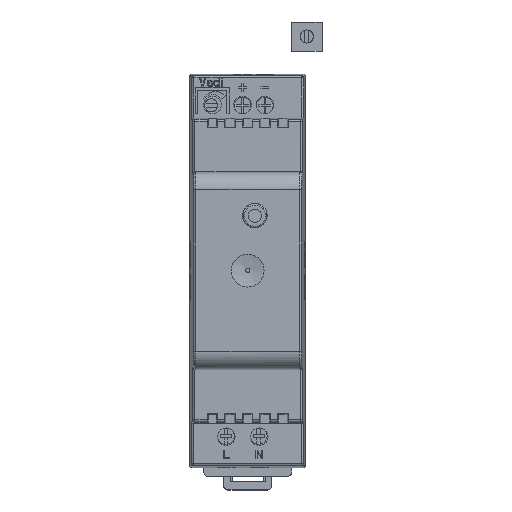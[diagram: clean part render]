
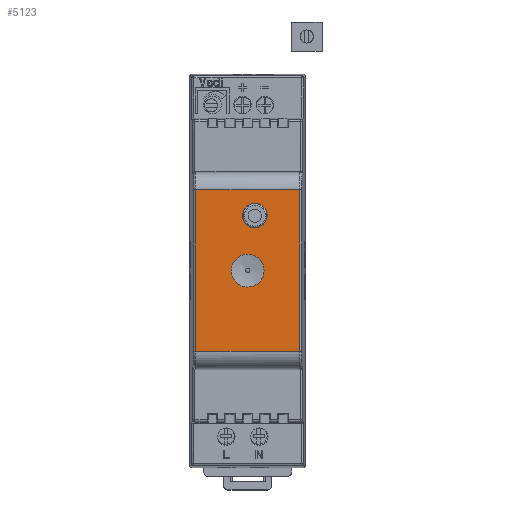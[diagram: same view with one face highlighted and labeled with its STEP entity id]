
A CAD part, top view. The second image highlights one B-rep face of the part: STEP entity #5123.
In plain terms, the highlighted face is planar.
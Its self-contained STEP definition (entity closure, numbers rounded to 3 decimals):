
#3456 = EDGE_CURVE( '', #10443, #10444, #10445, .T. );
#3680 = EDGE_CURVE( '', #10835, #10835, #10836, .T. );
#4016 = EDGE_CURVE( '', #11386, #10443, #11387, .T. );
#4911 = EDGE_CURVE( '', #12739, #12739, #12740, .T. );
#5123 = ADVANCED_FACE( ' TRM_SRF', ( #13045, #13046, #13047 ), #13048, .T. );
#5701 = EDGE_CURVE( '', #12639, #11386, #13866, .T. );
#9037 = EDGE_CURVE( '', #10444, #12639, #18005, .T. );
#10443 = VERTEX_POINT( '', #19797 );
#10444 = VERTEX_POINT( '', #19798 );
#10445 = LINE( '', #19799, #19800 );
#10835 = VERTEX_POINT( '', #20378 );
#10836 = CIRCLE( '', #20379, 2.7 );
#11386 = VERTEX_POINT( '', #21174 );
#11387 = LINE( '', #21175, #21176 );
#12639 = VERTEX_POINT( '', #23030 );
#12739 = VERTEX_POINT( '', #23177 );
#12740 = CIRCLE( '', #23178, 3.742 );
#13045 = FACE_OUTER_BOUND( '', #23672, .T. );
#13046 = FACE_BOUND( '', #23673, .T. );
#13047 = FACE_BOUND( '', #23674, .T. );
#13048 = PLANE( '', #23675 );
#13866 = LINE( '', #25276, #25277 );
#18005 = LINE( '', #32284, #32285 );
#19797 = CARTESIAN_POINT( '', ( 11.819, 18.377, -48.1 ) );
#19798 = CARTESIAN_POINT( '', ( 11.819, -18.377, -48.1 ) );
#19799 = CARTESIAN_POINT( '', ( 11.819, -19.112, -48.1 ) );
#19800 = VECTOR( '', #34197, 1000. );
#20378 = CARTESIAN_POINT( '', ( -4.35, 12.5, -48.1 ) );
#20379 = AXIS2_PLACEMENT_3D( '', #34676, #34677, #34678 );
#21174 = CARTESIAN_POINT( '', ( -11.819, 18.377, -48.1 ) );
#21175 = CARTESIAN_POINT( '', ( -12.292, 18.377, -48.1 ) );
#21176 = VECTOR( '', #35209, 1000. );
#23030 = CARTESIAN_POINT( '', ( -11.819, -18.377, -48.1 ) );
#23177 = CARTESIAN_POINT( '', ( -3.742, 0., -48.1 ) );
#23178 = AXIS2_PLACEMENT_3D( '', #36694, #36695, #36696 );
#23672 = EDGE_LOOP( '', ( #36971, #36972, #36973, #36974 ) );
#23673 = EDGE_LOOP( '', ( #36975 ) );
#23674 = EDGE_LOOP( '', ( #36976 ) );
#23675 = AXIS2_PLACEMENT_3D( '', #36977, #36978, #36979 );
#25276 = CARTESIAN_POINT( '', ( -11.819, -19.112, -48.1 ) );
#25277 = VECTOR( '', #37936, 1000. );
#32284 = CARTESIAN_POINT( '', ( -12.292, -18.377, -48.1 ) );
#32285 = VECTOR( '', #43406, 1000. );
#34197 = DIRECTION( '', ( 0., -1., 0. ) );
#34676 = CARTESIAN_POINT( '', ( -1.65, 12.5, -48.1 ) );
#34677 = DIRECTION( '', ( 0., 0., 1. ) );
#34678 = DIRECTION( '', ( -1., 0., 0. ) );
#35209 = DIRECTION( '', ( 1., 0., 0. ) );
#36694 = CARTESIAN_POINT( '', ( 0., 0., -48.1 ) );
#36695 = DIRECTION( '', ( 0., 0., 1. ) );
#36696 = DIRECTION( '', ( -1., 0., 0. ) );
#36971 = ORIENTED_EDGE( '', *, *, #3456, .T. );
#36972 = ORIENTED_EDGE( '', *, *, #9037, .T. );
#36973 = ORIENTED_EDGE( '', *, *, #5701, .T. );
#36974 = ORIENTED_EDGE( '', *, *, #4016, .T. );
#36975 = ORIENTED_EDGE( '', *, *, #4911, .T. );
#36976 = ORIENTED_EDGE( '', *, *, #3680, .T. );
#36977 = CARTESIAN_POINT( '', ( -12.292, -19.112, -48.1 ) );
#36978 = DIRECTION( '', ( 0., 0., -1. ) );
#36979 = DIRECTION( '', ( 0., -1., 0. ) );
#37936 = DIRECTION( '', ( 0., 1., 0. ) );
#43406 = DIRECTION( '', ( -1., 0., 0. ) );
